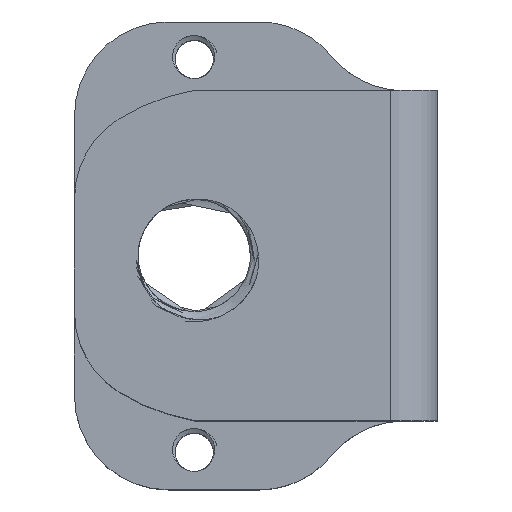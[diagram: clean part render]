
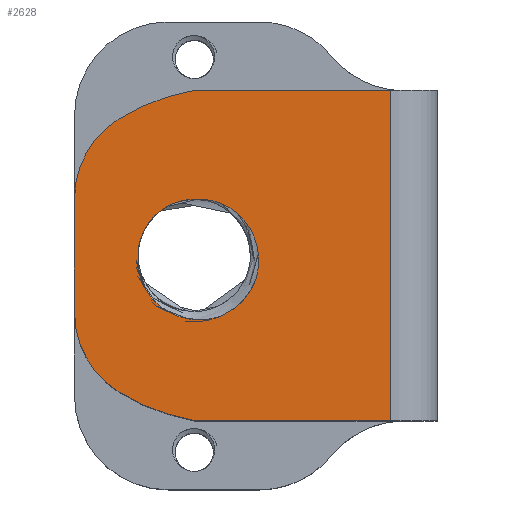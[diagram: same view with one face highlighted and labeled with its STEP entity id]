
A CAD part, top view. The second image highlights one B-rep face of the part: STEP entity #2628.
In plain terms, the highlighted planar face has unit normal (0, 0, 1).
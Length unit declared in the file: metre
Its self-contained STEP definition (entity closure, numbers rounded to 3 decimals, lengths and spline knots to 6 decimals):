
#21=PLANE('',#2757);
#26=LINE('',#11806,#60);
#45=LINE('',#14902,#79);
#49=LINE('',#14911,#83);
#55=LINE('',#14927,#89);
#60=VECTOR('',#2877,1.);
#79=VECTOR('',#2982,1.);
#83=VECTOR('',#2992,1.);
#89=VECTOR('',#3010,1.);
#146=CIRCLE('',#2726,0.005);
#148=CIRCLE('',#2729,0.005);
#151=CIRCLE('',#2733,0.003541);
#157=CIRCLE('',#2744,0.0115);
#162=CIRCLE('',#2752,0.0115);
#164=CIRCLE('',#2758,0.003);
#962=ORIENTED_EDGE('',*,*,#1834,.F.);
#963=ORIENTED_EDGE('',*,*,#1760,.T.);
#964=ORIENTED_EDGE('',*,*,#1805,.T.);
#965=ORIENTED_EDGE('',*,*,#1756,.T.);
#966=ORIENTED_EDGE('',*,*,#1819,.F.);
#967=ORIENTED_EDGE('',*,*,#1673,.T.);
#968=ORIENTED_EDGE('',*,*,#1813,.T.);
#969=ORIENTED_EDGE('',*,*,#1811,.T.);
#970=ORIENTED_EDGE('',*,*,#1708,.T.);
#971=ORIENTED_EDGE('',*,*,#1829,.F.);
#972=ORIENTED_EDGE('',*,*,#1704,.T.);
#973=ORIENTED_EDGE('',*,*,#1824,.T.);
#1673=EDGE_CURVE('',#2110,#2108,#26,.T.);
#1704=EDGE_CURVE('',#2136,#2137,#146,.T.);
#1708=EDGE_CURVE('',#2140,#2141,#148,.T.);
#1756=EDGE_CURVE('',#2189,#2188,#2329,.T.);
#1760=EDGE_CURVE('',#2193,#2192,#2331,.T.);
#1805=EDGE_CURVE('',#2192,#2189,#151,.F.);
#1811=EDGE_CURVE('',#2241,#2140,#157,.T.);
#1813=EDGE_CURVE('',#2108,#2241,#45,.T.);
#1819=EDGE_CURVE('',#2110,#2244,#49,.T.);
#1824=EDGE_CURVE('',#2137,#2244,#162,.T.);
#1829=EDGE_CURVE('',#2136,#2141,#55,.T.);
#1834=EDGE_CURVE('',#2193,#2188,#164,.T.);
#2108=VERTEX_POINT('',#11804);
#2110=VERTEX_POINT('',#11807);
#2136=VERTEX_POINT('',#11880);
#2137=VERTEX_POINT('',#11881);
#2140=VERTEX_POINT('',#11889);
#2141=VERTEX_POINT('',#11890);
#2188=VERTEX_POINT('',#13036);
#2189=VERTEX_POINT('',#13044);
#2192=VERTEX_POINT('',#14446);
#2193=VERTEX_POINT('',#14454);
#2241=VERTEX_POINT('',#14899);
#2244=VERTEX_POINT('',#14912);
#2329=B_SPLINE_CURVE_WITH_KNOTS('',3,(#13037,#13038,#13039,#13040,#13041,
#13042,#13043),.UNSPECIFIED.,.F.,.F.,(4,1,1,1,4),(0.,0.001602,
0.003204,0.004806,0.006409),
 .UNSPECIFIED.);
#2331=B_SPLINE_CURVE_WITH_KNOTS('',3,(#14447,#14448,#14449,#14450,#14451,
#14452,#14453),.UNSPECIFIED.,.F.,.F.,(4,1,1,1,4),(0.,0.001604,
0.003207,0.004811,0.006415),
 .UNSPECIFIED.);
#2404=EDGE_LOOP('',(#962,#963,#964,#965));
#2405=EDGE_LOOP('',(#966,#967,#968,#969,#970,#971,#972,#973));
#2510=FACE_BOUND('',#2404,.T.);
#2511=FACE_BOUND('',#2405,.T.);
#2628=ADVANCED_FACE('',(#2510,#2511),#21,.T.);
#2726=AXIS2_PLACEMENT_3D('',#11879,#2937,#2938);
#2729=AXIS2_PLACEMENT_3D('',#11888,#2945,#2946);
#2733=AXIS2_PLACEMENT_3D('',#14882,#2955,#2956);
#2744=AXIS2_PLACEMENT_3D('',#14898,#2977,#2978);
#2752=AXIS2_PLACEMENT_3D('',#14921,#3001,#3002);
#2757=AXIS2_PLACEMENT_3D('',#14934,#3019,#3020);
#2758=AXIS2_PLACEMENT_3D('',#14935,#3021,#3022);
#2877=DIRECTION('',(0.,1.,0.));
#2937=DIRECTION('',(0.,0.,1.));
#2938=DIRECTION('',(1.,0.,0.));
#2945=DIRECTION('',(0.,0.,1.));
#2946=DIRECTION('',(1.,0.,0.));
#2955=DIRECTION('',(0.,0.,1.));
#2956=DIRECTION('',(1.,0.,0.));
#2977=DIRECTION('',(0.,0.,1.));
#2978=DIRECTION('',(1.,0.,0.));
#2982=DIRECTION('',(-1.,0.,0.));
#2992=DIRECTION('',(-1.,0.,0.));
#3001=DIRECTION('',(0.,0.,1.));
#3002=DIRECTION('',(1.,0.,0.));
#3010=DIRECTION('',(0.,1.,0.));
#3019=DIRECTION('',(0.,0.,1.));
#3020=DIRECTION('',(1.,0.,0.));
#3021=DIRECTION('',(0.,0.,1.));
#3022=DIRECTION('',(1.,0.,0.));
#11804=CARTESIAN_POINT('',(0.0105,0.008825,0.02125));
#11806=CARTESIAN_POINT('',(0.0105,0.0025,0.02125));
#11807=CARTESIAN_POINT('',(0.0105,-0.008825,0.02125));
#11879=CARTESIAN_POINT('',(-0.0014,-0.00304,0.02125));
#11880=CARTESIAN_POINT('',(-0.0064,-0.00304,0.02125));
#11881=CARTESIAN_POINT('',(-0.004015,-0.007301,0.02125));
#11888=CARTESIAN_POINT('',(-0.0014,0.00304,0.02125));
#11889=CARTESIAN_POINT('',(-0.004015,0.007301,0.02125));
#11890=CARTESIAN_POINT('',(-0.0064,0.00304,0.02125));
#13036=CARTESIAN_POINT('',(-0.003,0.,0.02125));
#13037=CARTESIAN_POINT('',(0.001355,-0.003272,0.02125));
#13038=CARTESIAN_POINT('',(0.00084,-0.003439,0.02125));
#13039=CARTESIAN_POINT('',(-0.000253,-0.003535,0.02125));
#13040=CARTESIAN_POINT('',(-0.001785,-0.002911,0.02125));
#13041=CARTESIAN_POINT('',(-0.002854,-0.001631,0.02125));
#13042=CARTESIAN_POINT('',(-0.003047,-0.000541,0.02125));
#13043=CARTESIAN_POINT('',(-0.003,0.,0.02125));
#13044=CARTESIAN_POINT('',(0.001355,-0.003272,0.02125));
#14446=CARTESIAN_POINT('',(0.003272,-0.001355,0.02125));
#14447=CARTESIAN_POINT('',(0.,0.003,0.02125));
#14448=CARTESIAN_POINT('',(0.00054,0.003047,0.02125));
#14449=CARTESIAN_POINT('',(0.001627,0.002855,0.02125));
#14450=CARTESIAN_POINT('',(0.002909,0.001788,0.02125));
#14451=CARTESIAN_POINT('',(0.003535,0.000254,0.02125));
#14452=CARTESIAN_POINT('',(0.003438,-0.00084,0.02125));
#14453=CARTESIAN_POINT('',(0.003272,-0.001355,0.02125));
#14454=CARTESIAN_POINT('',(0.,0.003,0.02125));
#14882=CARTESIAN_POINT('',(0.,0.,
0.02125));
#14898=CARTESIAN_POINT('',(0.002,-0.0025,0.02125));
#14899=CARTESIAN_POINT('',(0.,0.008825,0.02125));
#14902=CARTESIAN_POINT('',(0.,0.008825,0.02125));
#14911=CARTESIAN_POINT('',(0.,-0.008825,0.02125));
#14912=CARTESIAN_POINT('',(0.,-0.008825,0.02125));
#14921=CARTESIAN_POINT('',(0.002,0.0025,0.02125));
#14927=CARTESIAN_POINT('',(-0.0064,0.,0.02125));
#14934=CARTESIAN_POINT('',(0.002,0.0025,0.02125));
#14935=CARTESIAN_POINT('',(0.,0.,0.02125));
